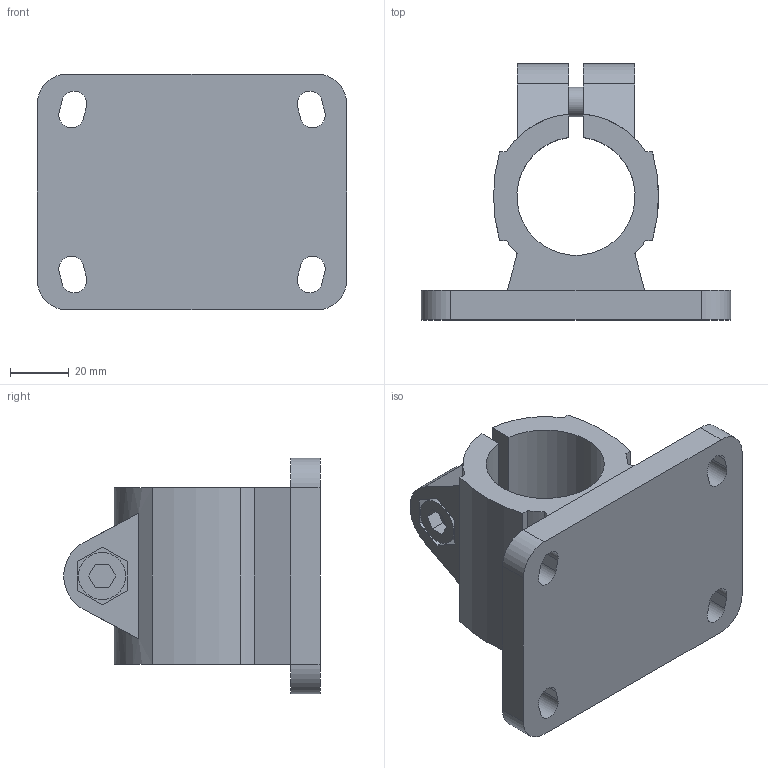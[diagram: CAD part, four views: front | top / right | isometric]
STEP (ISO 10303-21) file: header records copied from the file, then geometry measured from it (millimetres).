
FILE_DESCRIPTION( ( 'STEP AP214' ), '1' );
FILE_NAME( 'K0479.540.stp', '2020-12-08T09:55:34', ( '' ), ( '' ), ' ', 'PARTsolutions', ' ' );
FILE_SCHEMA( ( 'AUTOMOTIVE_DESIGN { 1 0 10303 214 1 1 1 1 }' ) );
Length unit declared in the file: millimetre
Products named in the file (1): _K0479.540
Bounding box: 105 x 86.95 x 80 mm (x, y, z)
Volume: 186325.1 mm3; surface area: 44441.3 mm2
Topology: 1 solids, 1 shells, 96 faces, 268 edges, 178 vertices
Faces by surface type: plane 57, cylinder 34, cone 3, torus 2
Full cylindrical faces by diameter (mm): 10 x2, 10.5 x2, 15 x1, 15.6 x1, 16 x1
Entity records: 3943 total; most frequent: CARTESIAN_POINT 669, DIRECTION 508, ORIENTED_EDGE 504, EDGE_CURVE 252, VERTEX_POINT 174, AXIS2_PLACEMENT_3D 172, LINE 164, VECTOR 164
